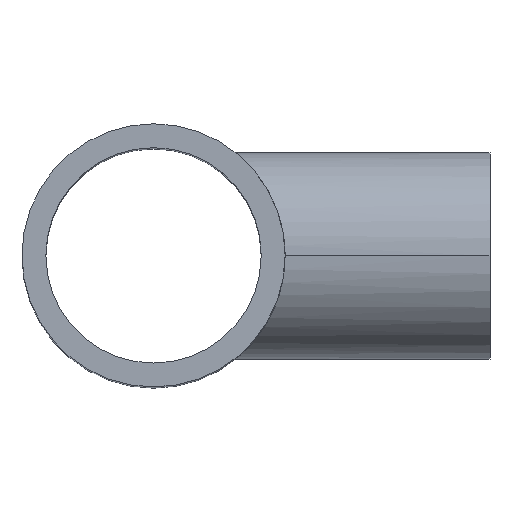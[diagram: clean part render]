
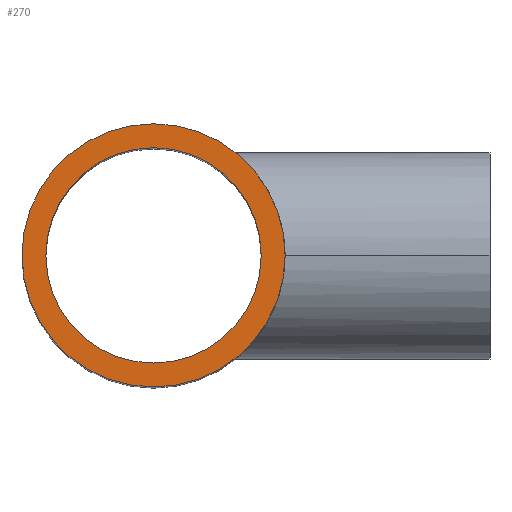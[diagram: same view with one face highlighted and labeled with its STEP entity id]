
A CAD part, top view. The second image highlights one B-rep face of the part: STEP entity #270.
In plain terms, the highlighted planar face has unit normal (0, 0, 1).
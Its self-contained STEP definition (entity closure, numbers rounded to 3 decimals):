
#9 = CARTESIAN_POINT ( 'NONE',  ( 0., 0., 190. ) ) ;
#38 = CARTESIAN_POINT ( 'NONE',  ( 0., 0., 190. ) ) ;
#46 = DIRECTION ( 'NONE',  ( 0., 0., 1. ) ) ;
#68 = CARTESIAN_POINT ( 'NONE',  ( 57.3, 0., 190. ) ) ;
#69 = VERTEX_POINT ( 'NONE', #68 ) ;
#76 = AXIS2_PLACEMENT_3D ( 'NONE', #38, #90, #93 ) ;
#83 = AXIS2_PLACEMENT_3D ( 'NONE', #9, #619, #564 ) ;
#90 = DIRECTION ( 'NONE',  ( 0., 0., 1. ) ) ;
#93 = DIRECTION ( 'NONE',  ( 1., 0., 0. ) ) ;
#141 = CIRCLE ( 'NONE', #83, 57.3 ) ;
#142 = EDGE_CURVE ( 'NONE', #69, #463, #141, .T. ) ;
#148 = CARTESIAN_POINT ( 'NONE',  ( -57.3, 0., 190. ) ) ;
#166 = AXIS2_PLACEMENT_3D ( 'NONE', #308, #46, #486 ) ;
#167 = PLANE ( 'NONE',  #522 ) ;
#191 = EDGE_CURVE ( 'NONE', #463, #69, #388, .T. ) ;
#210 = VERTEX_POINT ( 'NONE', #243 ) ;
#216 = DIRECTION ( 'NONE',  ( 1., 0., 0. ) ) ;
#218 = FACE_BOUND ( 'NONE', #665, .T. ) ;
#243 = CARTESIAN_POINT ( 'NONE',  ( -70., 0., 190. ) ) ;
#270 = ADVANCED_FACE ( 'NONE', ( #383, #218 ), #167, .T. ) ;
#279 = CARTESIAN_POINT ( 'NONE',  ( 0., 0., 190. ) ) ;
#308 = CARTESIAN_POINT ( 'NONE',  ( 0., 0., 190. ) ) ;
#340 = ORIENTED_EDGE ( 'NONE', *, *, #142, .F. ) ;
#383 = FACE_OUTER_BOUND ( 'NONE', #409, .T. ) ;
#386 = CARTESIAN_POINT ( 'NONE',  ( 0., 0., 190. ) ) ;
#388 = CIRCLE ( 'NONE', #415, 57.3 ) ;
#409 = EDGE_LOOP ( 'NONE', ( #435, #628 ) ) ;
#415 = AXIS2_PLACEMENT_3D ( 'NONE', #279, #559, #670 ) ;
#435 = ORIENTED_EDGE ( 'NONE', *, *, #700, .T. ) ;
#449 = VERTEX_POINT ( 'NONE', #681 ) ;
#463 = VERTEX_POINT ( 'NONE', #148 ) ;
#470 = ORIENTED_EDGE ( 'NONE', *, *, #191, .F. ) ;
#486 = DIRECTION ( 'NONE',  ( 1., 0., 0. ) ) ;
#497 = DIRECTION ( 'NONE',  ( 0., 0., 1. ) ) ;
#505 = EDGE_CURVE ( 'NONE', #449, #210, #600, .T. ) ;
#522 = AXIS2_PLACEMENT_3D ( 'NONE', #386, #497, #216 ) ;
#559 = DIRECTION ( 'NONE',  ( 0., 0., 1. ) ) ;
#564 = DIRECTION ( 'NONE',  ( 1., 0., 0. ) ) ;
#600 = CIRCLE ( 'NONE', #76, 70. ) ;
#619 = DIRECTION ( 'NONE',  ( 0., 0., 1. ) ) ;
#628 = ORIENTED_EDGE ( 'NONE', *, *, #505, .T. ) ;
#658 = CIRCLE ( 'NONE', #166, 70. ) ;
#665 = EDGE_LOOP ( 'NONE', ( #470, #340 ) ) ;
#670 = DIRECTION ( 'NONE',  ( 1., 0., 0. ) ) ;
#681 = CARTESIAN_POINT ( 'NONE',  ( 70., 0., 190. ) ) ;
#700 = EDGE_CURVE ( 'NONE', #210, #449, #658, .T. ) ;
